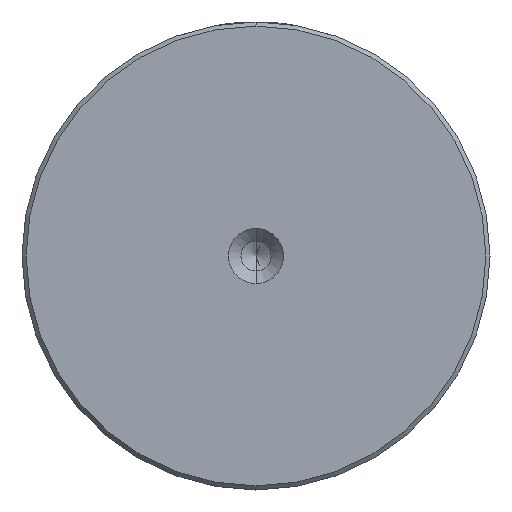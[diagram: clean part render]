
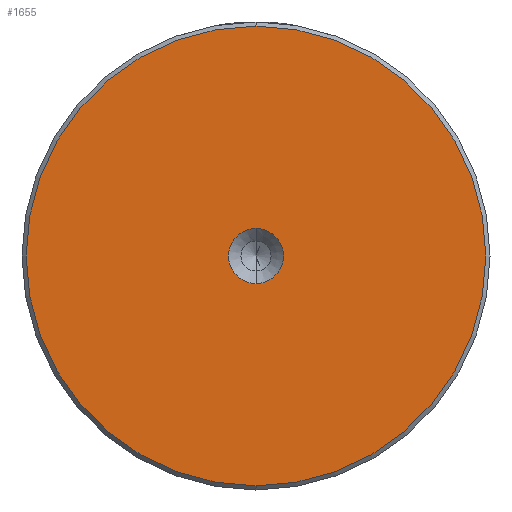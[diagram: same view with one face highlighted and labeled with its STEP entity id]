
A CAD part, left-side view. The second image highlights one B-rep face of the part: STEP entity #1655.
In plain terms, the highlighted planar face has unit normal (-1, 0, 0).
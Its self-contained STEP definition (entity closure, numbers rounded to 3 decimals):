
#49 = CARTESIAN_POINT ( 'NONE',  ( 0., 0., -3.3 ) ) ;
#60 = ORIENTED_EDGE ( 'NONE', *, *, #134, .T. ) ;
#67 = VERTEX_POINT ( 'NONE', #49 ) ;
#134 = EDGE_CURVE ( 'NONE', #1523, #1206, #1040, .T. ) ;
#188 = PLANE ( 'NONE',  #607 ) ;
#376 = DIRECTION ( 'NONE',  ( 0., 0., 1. ) ) ;
#414 = CIRCLE ( 'NONE', #2052, 3.3 ) ;
#418 = CIRCLE ( 'NONE', #1650, 3.3 ) ;
#529 = CARTESIAN_POINT ( 'NONE',  ( 0., 0., 0. ) ) ;
#536 = CARTESIAN_POINT ( 'NONE',  ( 0., 0., 3.3 ) ) ;
#607 = AXIS2_PLACEMENT_3D ( 'NONE', #1901, #1525, #376 ) ;
#652 = EDGE_CURVE ( 'NONE', #1986, #67, #418, .T. ) ;
#675 = ORIENTED_EDGE ( 'NONE', *, *, #1208, .F. ) ;
#698 = EDGE_LOOP ( 'NONE', ( #2157, #675 ) ) ;
#723 = DIRECTION ( 'NONE',  ( 0., 0., 1. ) ) ;
#741 = FACE_OUTER_BOUND ( 'NONE', #2441, .T. ) ;
#1037 = DIRECTION ( 'NONE',  ( -1., 0., 0. ) ) ;
#1040 = CIRCLE ( 'NONE', #2236, 27.5 ) ;
#1163 = CARTESIAN_POINT ( 'NONE',  ( 0., 0., 0. ) ) ;
#1173 = DIRECTION ( 'NONE',  ( 0., 0., 1. ) ) ;
#1206 = VERTEX_POINT ( 'NONE', #1297 ) ;
#1208 = EDGE_CURVE ( 'NONE', #67, #1986, #414, .T. ) ;
#1297 = CARTESIAN_POINT ( 'NONE',  ( 0., 0., -27.5 ) ) ;
#1298 = DIRECTION ( 'NONE',  ( 0., 0., 1. ) ) ;
#1305 = DIRECTION ( 'NONE',  ( -1., 0., 0. ) ) ;
#1475 = DIRECTION ( 'NONE',  ( -1., 0., 0. ) ) ;
#1484 = CARTESIAN_POINT ( 'NONE',  ( 0., 0., 0. ) ) ;
#1523 = VERTEX_POINT ( 'NONE', #1678 ) ;
#1525 = DIRECTION ( 'NONE',  ( -1., 0., 0. ) ) ;
#1650 = AXIS2_PLACEMENT_3D ( 'NONE', #1484, #1475, #1298 ) ;
#1655 = ADVANCED_FACE ( 'NONE', ( #741, #1758 ), #188, .T. ) ;
#1677 = ORIENTED_EDGE ( 'NONE', *, *, #1863, .T. ) ;
#1678 = CARTESIAN_POINT ( 'NONE',  ( 0., 0., 27.5 ) ) ;
#1758 = FACE_BOUND ( 'NONE', #698, .T. ) ;
#1863 = EDGE_CURVE ( 'NONE', #1206, #1523, #2307, .T. ) ;
#1875 = DIRECTION ( 'NONE',  ( -1., 0., 0. ) ) ;
#1901 = CARTESIAN_POINT ( 'NONE',  ( 0., 0., 0. ) ) ;
#1986 = VERTEX_POINT ( 'NONE', #536 ) ;
#2052 = AXIS2_PLACEMENT_3D ( 'NONE', #529, #1875, #723 ) ;
#2157 = ORIENTED_EDGE ( 'NONE', *, *, #652, .F. ) ;
#2200 = CARTESIAN_POINT ( 'NONE',  ( 0., 0., 0. ) ) ;
#2236 = AXIS2_PLACEMENT_3D ( 'NONE', #1163, #1305, #1173 ) ;
#2307 = CIRCLE ( 'NONE', #2403, 27.5 ) ;
#2387 = DIRECTION ( 'NONE',  ( 0., 0., 1. ) ) ;
#2403 = AXIS2_PLACEMENT_3D ( 'NONE', #2200, #1037, #2387 ) ;
#2441 = EDGE_LOOP ( 'NONE', ( #1677, #60 ) ) ;
